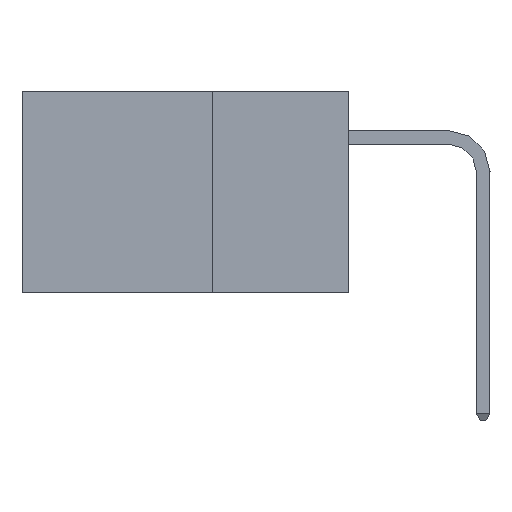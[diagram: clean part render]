
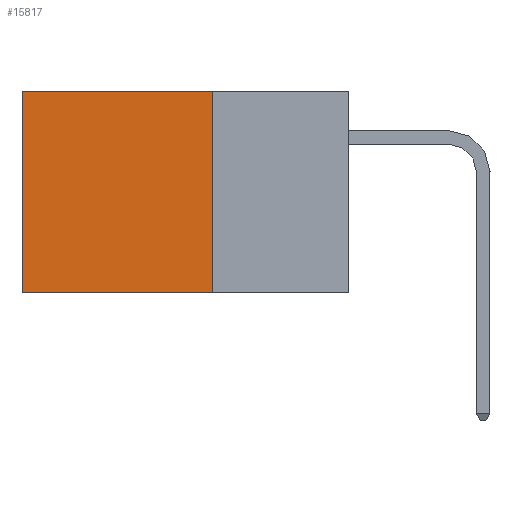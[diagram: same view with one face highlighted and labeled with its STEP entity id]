
A CAD part, left-side view. The second image highlights one B-rep face of the part: STEP entity #15817.
In plain terms, the highlighted planar face has unit normal (-1, 0, 0).
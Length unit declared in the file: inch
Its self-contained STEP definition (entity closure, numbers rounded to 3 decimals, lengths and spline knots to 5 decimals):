
#1049 = EDGE_CURVE ( 'NONE', #22261, #31759, #18486, .T. ) ;
#1690 = CARTESIAN_POINT ( 'NONE',  ( 0.2875, 0.25, -0.37 ) ) ;
#2345 = EDGE_CURVE ( 'NONE', #12454, #22261, #34299, .T. ) ;
#3765 = CARTESIAN_POINT ( 'NONE',  ( 0.2875, 0.25, 0. ) ) ;
#3948 = LINE ( 'NONE', #17609, #18567 ) ;
#4366 = VERTEX_POINT ( 'NONE', #24462 ) ;
#4705 = LINE ( 'NONE', #18160, #19283 ) ;
#8174 = FACE_OUTER_BOUND ( 'NONE', #32504, .T. ) ;
#10094 = AXIS2_PLACEMENT_3D ( 'NONE', #14061, #17016, #36792 ) ;
#11486 = ORIENTED_EDGE ( 'NONE', *, *, #1049, .F. ) ;
#11555 = VECTOR ( 'NONE', #32116, 39.37008 ) ;
#11663 = VECTOR ( 'NONE', #30430, 39.37008 ) ;
#12454 = VERTEX_POINT ( 'NONE', #3765 ) ;
#13989 = CARTESIAN_POINT ( 'NONE',  ( 0.2875, 0.25, -0.37 ) ) ;
#14061 = CARTESIAN_POINT ( 'NONE',  ( 0.2875, 0.25, 0. ) ) ;
#14763 = ORIENTED_EDGE ( 'NONE', *, *, #2345, .F. ) ;
#15817 = ADVANCED_FACE ( 'NONE', ( #8174 ), #33827, .F. ) ;
#17016 = DIRECTION ( 'NONE',  ( 1., 0., 0. ) ) ;
#17609 = CARTESIAN_POINT ( 'NONE',  ( 0.2875, 0.6, 0. ) ) ;
#17670 = EDGE_CURVE ( 'NONE', #4366, #31759, #3948, .T. ) ;
#18160 = CARTESIAN_POINT ( 'NONE',  ( 0.2875, 0.25, 0. ) ) ;
#18486 = LINE ( 'NONE', #1690, #11663 ) ;
#18567 = VECTOR ( 'NONE', #34666, 39.37008 ) ;
#19283 = VECTOR ( 'NONE', #21005, 39.37008 ) ;
#21005 = DIRECTION ( 'NONE',  ( 0., 1., 0. ) ) ;
#22261 = VERTEX_POINT ( 'NONE', #13989 ) ;
#23996 = ORIENTED_EDGE ( 'NONE', *, *, #33625, .T. ) ;
#24462 = CARTESIAN_POINT ( 'NONE',  ( 0.2875, 0.6, 0. ) ) ;
#26017 = ORIENTED_EDGE ( 'NONE', *, *, #17670, .T. ) ;
#26414 = CARTESIAN_POINT ( 'NONE',  ( 0.2875, 0.25, 0. ) ) ;
#30430 = DIRECTION ( 'NONE',  ( 0., 1., 0. ) ) ;
#31759 = VERTEX_POINT ( 'NONE', #35093 ) ;
#32116 = DIRECTION ( 'NONE',  ( 0., 0., -1. ) ) ;
#32504 = EDGE_LOOP ( 'NONE', ( #26017, #11486, #14763, #23996 ) ) ;
#33625 = EDGE_CURVE ( 'NONE', #12454, #4366, #4705, .T. ) ;
#33827 = PLANE ( 'NONE',  #10094 ) ;
#34299 = LINE ( 'NONE', #26414, #11555 ) ;
#34666 = DIRECTION ( 'NONE',  ( 0., 0., -1. ) ) ;
#35093 = CARTESIAN_POINT ( 'NONE',  ( 0.2875, 0.6, -0.37 ) ) ;
#36792 = DIRECTION ( 'NONE',  ( 0., 0., -1. ) ) ;
